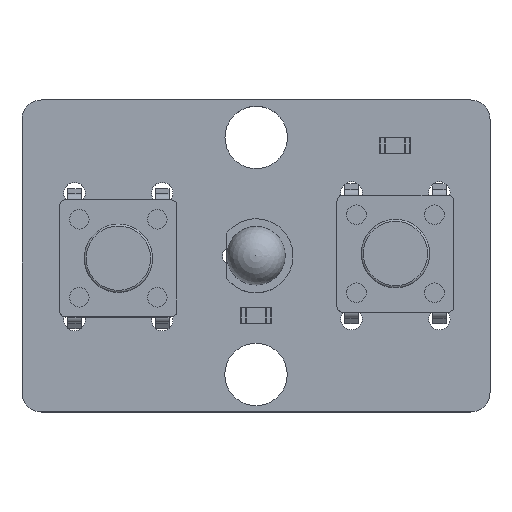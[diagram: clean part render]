
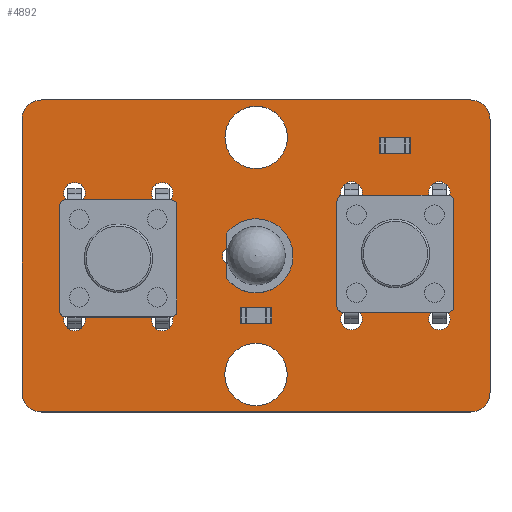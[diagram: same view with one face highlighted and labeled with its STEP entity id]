
A CAD part, top view. The second image highlights one B-rep face of the part: STEP entity #4892.
In plain terms, the highlighted planar face has unit normal (0, 0, 1).
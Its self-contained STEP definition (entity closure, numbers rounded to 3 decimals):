
#4611 = VERTEX_POINT('',#4612);
#4612 = CARTESIAN_POINT('',(138.55,-55.43,1.51));
#4618 = EDGE_CURVE('',#4611,#4619,#4621,.T.);
#4619 = VERTEX_POINT('',#4620);
#4620 = CARTESIAN_POINT('',(139.55,-56.43,1.51));
#4621 = CIRCLE('',#4622,1.);
#4622 = AXIS2_PLACEMENT_3D('',#4623,#4624,#4625);
#4623 = CARTESIAN_POINT('',(138.55,-56.43,1.51));
#4624 = DIRECTION('',(0.,0.,-1.));
#4625 = DIRECTION('',(0.,1.,0.));
#4653 = VERTEX_POINT('',#4654);
#4654 = CARTESIAN_POINT('',(116.55,-55.43,1.51));
#4660 = EDGE_CURVE('',#4653,#4611,#4661,.T.);
#4661 = LINE('',#4662,#4663);
#4662 = CARTESIAN_POINT('',(116.55,-55.43,1.51));
#4663 = VECTOR('',#4664,1.);
#4664 = DIRECTION('',(1.,0.,0.));
#4682 = EDGE_CURVE('',#4619,#4683,#4685,.T.);
#4683 = VERTEX_POINT('',#4684);
#4684 = CARTESIAN_POINT('',(139.55,-70.43,1.51));
#4685 = LINE('',#4686,#4687);
#4686 = CARTESIAN_POINT('',(139.55,-56.43,1.51));
#4687 = VECTOR('',#4688,1.);
#4688 = DIRECTION('',(0.,-1.,0.));
#4892 = ADVANCED_FACE('',(#4893,#4939,#4950,#4961,#4972,#4983,#4994,
    #5005,#5016,#5027,#5038,#5049,#5060),#5071,.T.);
#4893 = FACE_BOUND('',#4894,.T.);
#4894 = EDGE_LOOP('',(#4895,#4896,#4897,#4906,#4914,#4923,#4931,#4938));
#4895 = ORIENTED_EDGE('',*,*,#4618,.F.);
#4896 = ORIENTED_EDGE('',*,*,#4660,.F.);
#4897 = ORIENTED_EDGE('',*,*,#4898,.F.);
#4898 = EDGE_CURVE('',#4899,#4653,#4901,.T.);
#4899 = VERTEX_POINT('',#4900);
#4900 = CARTESIAN_POINT('',(115.55,-56.43,1.51));
#4901 = CIRCLE('',#4902,1.);
#4902 = AXIS2_PLACEMENT_3D('',#4903,#4904,#4905);
#4903 = CARTESIAN_POINT('',(116.55,-56.43,1.51));
#4904 = DIRECTION('',(0.,0.,-1.));
#4905 = DIRECTION('',(-1.,0.,-0.));
#4906 = ORIENTED_EDGE('',*,*,#4907,.F.);
#4907 = EDGE_CURVE('',#4908,#4899,#4910,.T.);
#4908 = VERTEX_POINT('',#4909);
#4909 = CARTESIAN_POINT('',(115.55,-70.43,1.51));
#4910 = LINE('',#4911,#4912);
#4911 = CARTESIAN_POINT('',(115.55,-70.43,1.51));
#4912 = VECTOR('',#4913,1.);
#4913 = DIRECTION('',(0.,1.,0.));
#4914 = ORIENTED_EDGE('',*,*,#4915,.F.);
#4915 = EDGE_CURVE('',#4916,#4908,#4918,.T.);
#4916 = VERTEX_POINT('',#4917);
#4917 = CARTESIAN_POINT('',(116.55,-71.43,1.51));
#4918 = CIRCLE('',#4919,1.);
#4919 = AXIS2_PLACEMENT_3D('',#4920,#4921,#4922);
#4920 = CARTESIAN_POINT('',(116.55,-70.43,1.51));
#4921 = DIRECTION('',(0.,0.,-1.));
#4922 = DIRECTION('',(0.,-1.,0.));
#4923 = ORIENTED_EDGE('',*,*,#4924,.F.);
#4924 = EDGE_CURVE('',#4925,#4916,#4927,.T.);
#4925 = VERTEX_POINT('',#4926);
#4926 = CARTESIAN_POINT('',(138.55,-71.43,1.51));
#4927 = LINE('',#4928,#4929);
#4928 = CARTESIAN_POINT('',(138.55,-71.43,1.51));
#4929 = VECTOR('',#4930,1.);
#4930 = DIRECTION('',(-1.,0.,0.));
#4931 = ORIENTED_EDGE('',*,*,#4932,.F.);
#4932 = EDGE_CURVE('',#4683,#4925,#4933,.T.);
#4933 = CIRCLE('',#4934,1.);
#4934 = AXIS2_PLACEMENT_3D('',#4935,#4936,#4937);
#4935 = CARTESIAN_POINT('',(138.55,-70.43,1.51));
#4936 = DIRECTION('',(0.,0.,-1.));
#4937 = DIRECTION('',(1.,0.,0.));
#4938 = ORIENTED_EDGE('',*,*,#4682,.F.);
#4939 = FACE_BOUND('',#4940,.T.);
#4940 = EDGE_LOOP('',(#4941));
#4941 = ORIENTED_EDGE('',*,*,#4942,.T.);
#4942 = EDGE_CURVE('',#4943,#4943,#4945,.T.);
#4943 = VERTEX_POINT('',#4944);
#4944 = CARTESIAN_POINT('',(127.55,-71.11,1.51));
#4945 = CIRCLE('',#4946,1.6);
#4946 = AXIS2_PLACEMENT_3D('',#4947,#4948,#4949);
#4947 = CARTESIAN_POINT('',(127.55,-69.51,1.51));
#4948 = DIRECTION('',(-0.,0.,-1.));
#4949 = DIRECTION('',(0.,-1.,0.));
#4950 = FACE_BOUND('',#4951,.T.);
#4951 = EDGE_LOOP('',(#4952));
#4952 = ORIENTED_EDGE('',*,*,#4953,.T.);
#4953 = EDGE_CURVE('',#4954,#4954,#4956,.T.);
#4954 = VERTEX_POINT('',#4955);
#4955 = CARTESIAN_POINT('',(118.24,-67.26,1.51));
#4956 = CIRCLE('',#4957,0.55);
#4957 = AXIS2_PLACEMENT_3D('',#4958,#4959,#4960);
#4958 = CARTESIAN_POINT('',(118.24,-66.71,1.51));
#4959 = DIRECTION('',(-0.,0.,-1.));
#4960 = DIRECTION('',(0.,-1.,0.));
#4961 = FACE_BOUND('',#4962,.T.);
#4962 = EDGE_LOOP('',(#4963));
#4963 = ORIENTED_EDGE('',*,*,#4964,.T.);
#4964 = EDGE_CURVE('',#4965,#4965,#4967,.T.);
#4965 = VERTEX_POINT('',#4966);
#4966 = CARTESIAN_POINT('',(122.74,-67.26,1.51));
#4967 = CIRCLE('',#4968,0.55);
#4968 = AXIS2_PLACEMENT_3D('',#4969,#4970,#4971);
#4969 = CARTESIAN_POINT('',(122.74,-66.71,1.51));
#4970 = DIRECTION('',(-0.,0.,-1.));
#4971 = DIRECTION('',(0.,-1.,0.));
#4972 = FACE_BOUND('',#4973,.T.);
#4973 = EDGE_LOOP('',(#4974));
#4974 = ORIENTED_EDGE('',*,*,#4975,.T.);
#4975 = EDGE_CURVE('',#4976,#4976,#4978,.T.);
#4976 = VERTEX_POINT('',#4977);
#4977 = CARTESIAN_POINT('',(126.28,-63.88,1.51));
#4978 = CIRCLE('',#4979,0.45);
#4979 = AXIS2_PLACEMENT_3D('',#4980,#4981,#4982);
#4980 = CARTESIAN_POINT('',(126.28,-63.43,1.51));
#4981 = DIRECTION('',(-0.,0.,-1.));
#4982 = DIRECTION('',(-0.,-1.,0.));
#4983 = FACE_BOUND('',#4984,.T.);
#4984 = EDGE_LOOP('',(#4985));
#4985 = ORIENTED_EDGE('',*,*,#4986,.T.);
#4986 = EDGE_CURVE('',#4987,#4987,#4989,.T.);
#4987 = VERTEX_POINT('',#4988);
#4988 = CARTESIAN_POINT('',(132.45,-67.22,1.51));
#4989 = CIRCLE('',#4990,0.55);
#4990 = AXIS2_PLACEMENT_3D('',#4991,#4992,#4993);
#4991 = CARTESIAN_POINT('',(132.45,-66.67,1.51));
#4992 = DIRECTION('',(-0.,0.,-1.));
#4993 = DIRECTION('',(-0.,-1.,0.));
#4994 = FACE_BOUND('',#4995,.T.);
#4995 = EDGE_LOOP('',(#4996));
#4996 = ORIENTED_EDGE('',*,*,#4997,.T.);
#4997 = EDGE_CURVE('',#4998,#4998,#5000,.T.);
#4998 = VERTEX_POINT('',#4999);
#4999 = CARTESIAN_POINT('',(136.95,-67.22,1.51));
#5000 = CIRCLE('',#5001,0.55);
#5001 = AXIS2_PLACEMENT_3D('',#5002,#5003,#5004);
#5002 = CARTESIAN_POINT('',(136.95,-66.67,1.51));
#5003 = DIRECTION('',(-0.,0.,-1.));
#5004 = DIRECTION('',(-0.,-1.,0.));
#5005 = FACE_BOUND('',#5006,.T.);
#5006 = EDGE_LOOP('',(#5007));
#5007 = ORIENTED_EDGE('',*,*,#5008,.T.);
#5008 = EDGE_CURVE('',#5009,#5009,#5011,.T.);
#5009 = VERTEX_POINT('',#5010);
#5010 = CARTESIAN_POINT('',(118.24,-60.76,1.51));
#5011 = CIRCLE('',#5012,0.55);
#5012 = AXIS2_PLACEMENT_3D('',#5013,#5014,#5015);
#5013 = CARTESIAN_POINT('',(118.24,-60.21,1.51));
#5014 = DIRECTION('',(-0.,0.,-1.));
#5015 = DIRECTION('',(0.,-1.,0.));
#5016 = FACE_BOUND('',#5017,.T.);
#5017 = EDGE_LOOP('',(#5018));
#5018 = ORIENTED_EDGE('',*,*,#5019,.T.);
#5019 = EDGE_CURVE('',#5020,#5020,#5022,.T.);
#5020 = VERTEX_POINT('',#5021);
#5021 = CARTESIAN_POINT('',(122.74,-60.76,1.51));
#5022 = CIRCLE('',#5023,0.55);
#5023 = AXIS2_PLACEMENT_3D('',#5024,#5025,#5026);
#5024 = CARTESIAN_POINT('',(122.74,-60.21,1.51));
#5025 = DIRECTION('',(-0.,0.,-1.));
#5026 = DIRECTION('',(0.,-1.,0.));
#5027 = FACE_BOUND('',#5028,.T.);
#5028 = EDGE_LOOP('',(#5029));
#5029 = ORIENTED_EDGE('',*,*,#5030,.T.);
#5030 = EDGE_CURVE('',#5031,#5031,#5033,.T.);
#5031 = VERTEX_POINT('',#5032);
#5032 = CARTESIAN_POINT('',(127.56,-58.95,1.51));
#5033 = CIRCLE('',#5034,1.6);
#5034 = AXIS2_PLACEMENT_3D('',#5035,#5036,#5037);
#5035 = CARTESIAN_POINT('',(127.56,-57.35,1.51));
#5036 = DIRECTION('',(-0.,0.,-1.));
#5037 = DIRECTION('',(-0.,-1.,0.));
#5038 = FACE_BOUND('',#5039,.T.);
#5039 = EDGE_LOOP('',(#5040));
#5040 = ORIENTED_EDGE('',*,*,#5041,.T.);
#5041 = EDGE_CURVE('',#5042,#5042,#5044,.T.);
#5042 = VERTEX_POINT('',#5043);
#5043 = CARTESIAN_POINT('',(128.82,-63.88,1.51));
#5044 = CIRCLE('',#5045,0.45);
#5045 = AXIS2_PLACEMENT_3D('',#5046,#5047,#5048);
#5046 = CARTESIAN_POINT('',(128.82,-63.43,1.51));
#5047 = DIRECTION('',(-0.,0.,-1.));
#5048 = DIRECTION('',(-0.,-1.,0.));
#5049 = FACE_BOUND('',#5050,.T.);
#5050 = EDGE_LOOP('',(#5051));
#5051 = ORIENTED_EDGE('',*,*,#5052,.T.);
#5052 = EDGE_CURVE('',#5053,#5053,#5055,.T.);
#5053 = VERTEX_POINT('',#5054);
#5054 = CARTESIAN_POINT('',(132.45,-60.72,1.51));
#5055 = CIRCLE('',#5056,0.55);
#5056 = AXIS2_PLACEMENT_3D('',#5057,#5058,#5059);
#5057 = CARTESIAN_POINT('',(132.45,-60.17,1.51));
#5058 = DIRECTION('',(-0.,0.,-1.));
#5059 = DIRECTION('',(-0.,-1.,0.));
#5060 = FACE_BOUND('',#5061,.T.);
#5061 = EDGE_LOOP('',(#5062));
#5062 = ORIENTED_EDGE('',*,*,#5063,.T.);
#5063 = EDGE_CURVE('',#5064,#5064,#5066,.T.);
#5064 = VERTEX_POINT('',#5065);
#5065 = CARTESIAN_POINT('',(136.95,-60.72,1.51));
#5066 = CIRCLE('',#5067,0.55);
#5067 = AXIS2_PLACEMENT_3D('',#5068,#5069,#5070);
#5068 = CARTESIAN_POINT('',(136.95,-60.17,1.51));
#5069 = DIRECTION('',(-0.,0.,-1.));
#5070 = DIRECTION('',(-0.,-1.,0.));
#5071 = PLANE('',#5072);
#5072 = AXIS2_PLACEMENT_3D('',#5073,#5074,#5075);
#5073 = CARTESIAN_POINT('',(0.,0.,1.51));
#5074 = DIRECTION('',(0.,0.,1.));
#5075 = DIRECTION('',(1.,0.,-0.));
